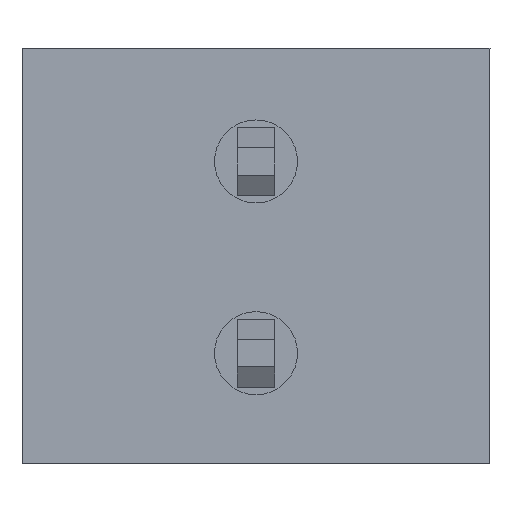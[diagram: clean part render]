
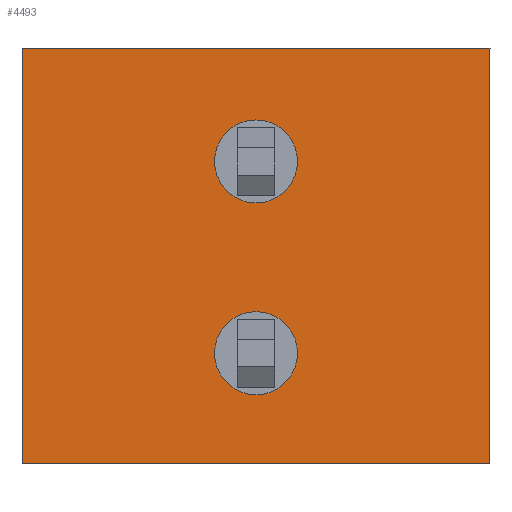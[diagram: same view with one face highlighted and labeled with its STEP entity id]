
A CAD part, front view. The second image highlights one B-rep face of the part: STEP entity #4493.
In plain terms, the highlighted planar face has unit normal (0, -1, 0).
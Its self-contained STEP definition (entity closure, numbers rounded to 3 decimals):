
#34 = CARTESIAN_POINT ( 'NONE',  ( -23.763, 6.451, 17.78 ) ) ;
#47 = CARTESIAN_POINT ( 'NONE',  ( -20.673, 6.451, 20.32 ) ) ;
#104 = DIRECTION ( 'NONE',  ( 1., 0., 0. ) ) ;
#200 = ORIENTED_EDGE ( 'NONE', *, *, #3955, .F. ) ;
#207 = VECTOR ( 'NONE', #2727, 1000. ) ;
#309 = DIRECTION ( 'NONE',  ( 0., 0., 1. ) ) ;
#317 = CARTESIAN_POINT ( 'NONE',  ( -20.673, 6.451, 17.78 ) ) ;
#392 = AXIS2_PLACEMENT_3D ( 'NONE', #5313, #1466, #104 ) ;
#396 = CIRCLE ( 'NONE', #392, 0.55 ) ;
#418 = AXIS2_PLACEMENT_3D ( 'NONE', #3970, #3534, #5388 ) ;
#610 = VERTEX_POINT ( 'NONE', #1879 ) ;
#733 = LINE ( 'NONE', #5337, #4695 ) ;
#763 = CARTESIAN_POINT ( 'NONE',  ( -18.123, 6.451, 16.315 ) ) ;
#768 = VERTEX_POINT ( 'NONE', #2085 ) ;
#818 = EDGE_LOOP ( 'NONE', ( #200, #1469 ) ) ;
#850 = DIRECTION ( 'NONE',  ( 1., 0., 0. ) ) ;
#1013 = VERTEX_POINT ( 'NONE', #1742 ) ;
#1145 = EDGE_CURVE ( 'NONE', #610, #2626, #1363, .T. ) ;
#1169 = EDGE_CURVE ( 'NONE', #1902, #1013, #4317, .T. ) ;
#1228 = FACE_BOUND ( 'NONE', #818, .T. ) ;
#1265 = EDGE_CURVE ( 'NONE', #2626, #3318, #733, .T. ) ;
#1363 = LINE ( 'NONE', #1848, #3625 ) ;
#1465 = CIRCLE ( 'NONE', #418, 0.55 ) ;
#1466 = DIRECTION ( 'NONE',  ( 0., -1., 0. ) ) ;
#1469 = ORIENTED_EDGE ( 'NONE', *, *, #5266, .F. ) ;
#1477 = LINE ( 'NONE', #4247, #4358 ) ;
#1493 = FACE_OUTER_BOUND ( 'NONE', #2735, .T. ) ;
#1514 = ORIENTED_EDGE ( 'NONE', *, *, #5151, .F. ) ;
#1703 = DIRECTION ( 'NONE',  ( 0., -1., 0. ) ) ;
#1714 = ORIENTED_EDGE ( 'NONE', *, *, #1971, .F. ) ;
#1742 = CARTESIAN_POINT ( 'NONE',  ( -21.773, 6.451, 17.78 ) ) ;
#1797 = AXIS2_PLACEMENT_3D ( 'NONE', #34, #5308, #2690 ) ;
#1848 = CARTESIAN_POINT ( 'NONE',  ( -74.37, 6.451, 21.82 ) ) ;
#1879 = CARTESIAN_POINT ( 'NONE',  ( -24.323, 6.451, 21.82 ) ) ;
#1902 = VERTEX_POINT ( 'NONE', #317 ) ;
#1949 = DIRECTION ( 'NONE',  ( 0., -1., 0. ) ) ;
#1971 = EDGE_CURVE ( 'NONE', #1013, #1902, #1465, .T. ) ;
#2019 = ORIENTED_EDGE ( 'NONE', *, *, #4612, .F. ) ;
#2085 = CARTESIAN_POINT ( 'NONE',  ( -21.773, 6.451, 20.32 ) ) ;
#2239 = PLANE ( 'NONE',  #1797 ) ;
#2281 = CARTESIAN_POINT ( 'NONE',  ( -23.763, 6.451, 16.315 ) ) ;
#2341 = DIRECTION ( 'NONE',  ( 1., 0., 0. ) ) ;
#2626 = VERTEX_POINT ( 'NONE', #3236 ) ;
#2690 = DIRECTION ( 'NONE',  ( 0., 0., -1. ) ) ;
#2727 = DIRECTION ( 'NONE',  ( -1., 0., 0. ) ) ;
#2735 = EDGE_LOOP ( 'NONE', ( #2019, #3061, #2885, #1514 ) ) ;
#2885 = ORIENTED_EDGE ( 'NONE', *, *, #1145, .F. ) ;
#2901 = EDGE_LOOP ( 'NONE', ( #4734, #1714 ) ) ;
#3054 = AXIS2_PLACEMENT_3D ( 'NONE', #3458, #1703, #850 ) ;
#3061 = ORIENTED_EDGE ( 'NONE', *, *, #1265, .F. ) ;
#3236 = CARTESIAN_POINT ( 'NONE',  ( -18.123, 6.451, 21.82 ) ) ;
#3318 = VERTEX_POINT ( 'NONE', #763 ) ;
#3329 = VERTEX_POINT ( 'NONE', #3868 ) ;
#3408 = FACE_BOUND ( 'NONE', #2901, .T. ) ;
#3458 = CARTESIAN_POINT ( 'NONE',  ( -21.223, 6.451, 20.32 ) ) ;
#3534 = DIRECTION ( 'NONE',  ( 0., -1., 0. ) ) ;
#3625 = VECTOR ( 'NONE', #2341, 1000. ) ;
#3683 = LINE ( 'NONE', #2281, #207 ) ;
#3706 = VERTEX_POINT ( 'NONE', #47 ) ;
#3710 = AXIS2_PLACEMENT_3D ( 'NONE', #5435, #1949, #5412 ) ;
#3868 = CARTESIAN_POINT ( 'NONE',  ( -24.323, 6.451, 16.315 ) ) ;
#3955 = EDGE_CURVE ( 'NONE', #3706, #768, #396, .T. ) ;
#3970 = CARTESIAN_POINT ( 'NONE',  ( -21.223, 6.451, 17.78 ) ) ;
#4247 = CARTESIAN_POINT ( 'NONE',  ( -24.323, 6.451, 12.62 ) ) ;
#4317 = CIRCLE ( 'NONE', #3710, 0.55 ) ;
#4358 = VECTOR ( 'NONE', #309, 1000. ) ;
#4493 = ADVANCED_FACE ( 'NONE', ( #1493, #1228, #3408 ), #2239, .T. ) ;
#4612 = EDGE_CURVE ( 'NONE', #3318, #3329, #3683, .T. ) ;
#4695 = VECTOR ( 'NONE', #5281, 1000. ) ;
#4696 = CIRCLE ( 'NONE', #3054, 0.55 ) ;
#4734 = ORIENTED_EDGE ( 'NONE', *, *, #1169, .F. ) ;
#5151 = EDGE_CURVE ( 'NONE', #3329, #610, #1477, .T. ) ;
#5266 = EDGE_CURVE ( 'NONE', #768, #3706, #4696, .T. ) ;
#5281 = DIRECTION ( 'NONE',  ( 0., 0., -1. ) ) ;
#5308 = DIRECTION ( 'NONE',  ( 0., -1., 0. ) ) ;
#5313 = CARTESIAN_POINT ( 'NONE',  ( -21.223, 6.451, 20.32 ) ) ;
#5337 = CARTESIAN_POINT ( 'NONE',  ( -18.123, 6.451, 20.24 ) ) ;
#5388 = DIRECTION ( 'NONE',  ( 1., 0., 0. ) ) ;
#5412 = DIRECTION ( 'NONE',  ( 1., 0., 0. ) ) ;
#5435 = CARTESIAN_POINT ( 'NONE',  ( -21.223, 6.451, 17.78 ) ) ;
